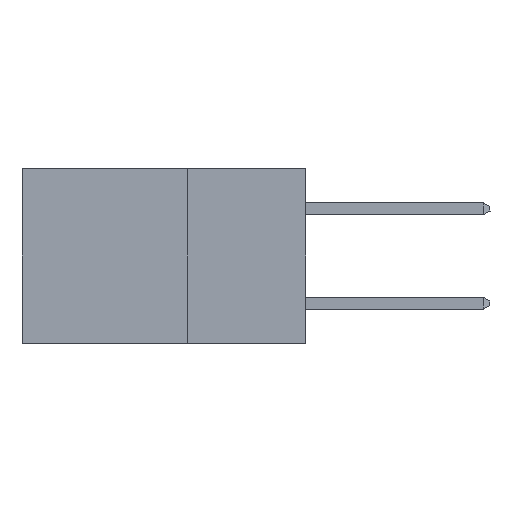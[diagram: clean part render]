
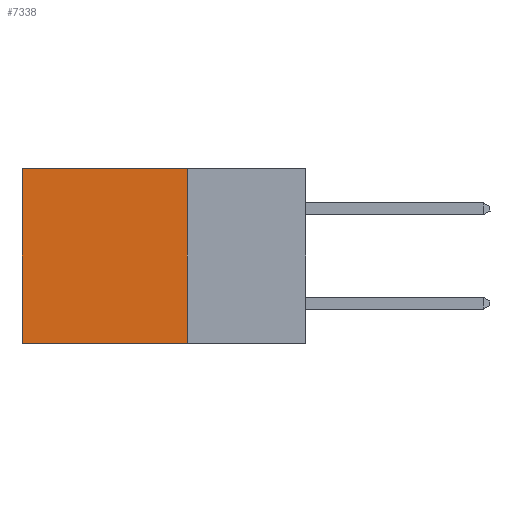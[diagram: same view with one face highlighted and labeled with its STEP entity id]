
A CAD part, left-side view. The second image highlights one B-rep face of the part: STEP entity #7338.
In plain terms, the highlighted planar face has unit normal (-1, 0, 0).
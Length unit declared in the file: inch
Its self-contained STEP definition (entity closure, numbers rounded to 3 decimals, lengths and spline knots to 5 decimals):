
#333 = FACE_OUTER_BOUND ( 'NONE', #14344, .T. ) ;
#847 = CARTESIAN_POINT ( 'NONE',  ( 0.298, 0.6, 0. ) ) ;
#1334 = ORIENTED_EDGE ( 'NONE', *, *, #25051, .F. ) ;
#2360 = CARTESIAN_POINT ( 'NONE',  ( 0.298, 0.25, 0. ) ) ;
#2926 = DIRECTION ( 'NONE',  ( 0., 0., -1. ) ) ;
#3025 = CARTESIAN_POINT ( 'NONE',  ( 0.298, 0.6, -0.37 ) ) ;
#4181 = VECTOR ( 'NONE', #27574, 39.37008 ) ;
#4226 = AXIS2_PLACEMENT_3D ( 'NONE', #2360, #4792, #23184 ) ;
#4792 = DIRECTION ( 'NONE',  ( 1., 0., 0. ) ) ;
#5896 = ORIENTED_EDGE ( 'NONE', *, *, #6929, .T. ) ;
#6929 = EDGE_CURVE ( 'NONE', #18017, #15828, #27793, .T. ) ;
#7104 = PLANE ( 'NONE',  #4226 ) ;
#7338 = ADVANCED_FACE ( 'NONE', ( #333 ), #7104, .F. ) ;
#8320 = VECTOR ( 'NONE', #24313, 39.37008 ) ;
#8397 = ORIENTED_EDGE ( 'NONE', *, *, #18538, .T. ) ;
#8486 = CARTESIAN_POINT ( 'NONE',  ( 0.298, 0.25, 0. ) ) ;
#9009 = CARTESIAN_POINT ( 'NONE',  ( 0.298, 0.25, -0.37 ) ) ;
#10032 = EDGE_CURVE ( 'NONE', #18017, #19120, #27519, .T. ) ;
#13254 = LINE ( 'NONE', #29028, #17966 ) ;
#13780 = VERTEX_POINT ( 'NONE', #3025 ) ;
#14344 = EDGE_LOOP ( 'NONE', ( #8397, #1334, #27557, #5896 ) ) ;
#15739 = LINE ( 'NONE', #9009, #4181 ) ;
#15828 = VERTEX_POINT ( 'NONE', #847 ) ;
#17089 = DIRECTION ( 'NONE',  ( 0., 0., -1. ) ) ;
#17966 = VECTOR ( 'NONE', #17089, 39.37008 ) ;
#18017 = VERTEX_POINT ( 'NONE', #22315 ) ;
#18468 = CARTESIAN_POINT ( 'NONE',  ( 0.298, 0.25, -0.37 ) ) ;
#18538 = EDGE_CURVE ( 'NONE', #15828, #13780, #13254, .T. ) ;
#19120 = VERTEX_POINT ( 'NONE', #18468 ) ;
#21042 = VECTOR ( 'NONE', #2926, 39.37008 ) ;
#22021 = CARTESIAN_POINT ( 'NONE',  ( 0.298, 0.25, 0. ) ) ;
#22315 = CARTESIAN_POINT ( 'NONE',  ( 0.298, 0.25, 0. ) ) ;
#23184 = DIRECTION ( 'NONE',  ( 0., 0., -1. ) ) ;
#24313 = DIRECTION ( 'NONE',  ( 0., 1., 0. ) ) ;
#25051 = EDGE_CURVE ( 'NONE', #19120, #13780, #15739, .T. ) ;
#27519 = LINE ( 'NONE', #8486, #21042 ) ;
#27557 = ORIENTED_EDGE ( 'NONE', *, *, #10032, .F. ) ;
#27574 = DIRECTION ( 'NONE',  ( 0., 1., 0. ) ) ;
#27793 = LINE ( 'NONE', #22021, #8320 ) ;
#29028 = CARTESIAN_POINT ( 'NONE',  ( 0.298, 0.6, 0. ) ) ;
